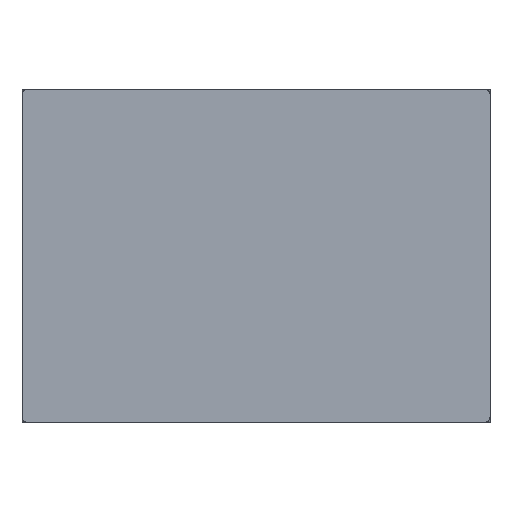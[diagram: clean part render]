
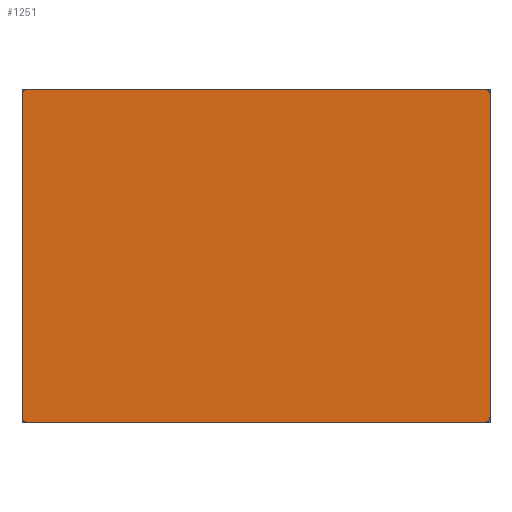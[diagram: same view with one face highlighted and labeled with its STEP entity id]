
A CAD part, top view. The second image highlights one B-rep face of the part: STEP entity #1251.
In plain terms, the highlighted planar face has unit normal (0, 0, 1).
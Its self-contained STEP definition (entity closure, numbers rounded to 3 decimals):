
#751 = VERTEX_POINT('',#752);
#752 = CARTESIAN_POINT('',(-2.2,1.6,2.8));
#758 = EDGE_CURVE('',#751,#759,#761,.T.);
#759 = VERTEX_POINT('',#760);
#760 = CARTESIAN_POINT('',(2.2,1.6,2.8));
#761 = LINE('',#762,#763);
#762 = CARTESIAN_POINT('',(-2.2,1.6,2.8));
#763 = VECTOR('',#764,1.);
#764 = DIRECTION('',(1.,0.,0.));
#805 = VERTEX_POINT('',#806);
#806 = CARTESIAN_POINT('',(-2.25,1.55,2.8));
#814 = EDGE_CURVE('',#751,#805,#815,.T.);
#815 = CIRCLE('',#816,0.05);
#816 = AXIS2_PLACEMENT_3D('',#817,#818,#819);
#817 = CARTESIAN_POINT('',(-2.2,1.55,2.8));
#818 = DIRECTION('',(0.,0.,1.));
#819 = DIRECTION('',(1.,0.,0.));
#840 = VERTEX_POINT('',#841);
#841 = CARTESIAN_POINT('',(-2.25,-1.55,2.8));
#847 = EDGE_CURVE('',#840,#805,#848,.T.);
#848 = LINE('',#849,#850);
#849 = CARTESIAN_POINT('',(-2.25,-1.55,2.8));
#850 = VECTOR('',#851,1.);
#851 = DIRECTION('',(0.,1.,0.));
#1251 = ADVANCED_FACE('',(#1252),#1298,.T.);
#1252 = FACE_BOUND('',#1253,.T.);
#1253 = EDGE_LOOP('',(#1254,#1255,#1264,#1272,#1281,#1289,#1296,#1297));
#1254 = ORIENTED_EDGE('',*,*,#847,.F.);
#1255 = ORIENTED_EDGE('',*,*,#1256,.T.);
#1256 = EDGE_CURVE('',#840,#1257,#1259,.T.);
#1257 = VERTEX_POINT('',#1258);
#1258 = CARTESIAN_POINT('',(-2.2,-1.6,2.8));
#1259 = CIRCLE('',#1260,0.05);
#1260 = AXIS2_PLACEMENT_3D('',#1261,#1262,#1263);
#1261 = CARTESIAN_POINT('',(-2.2,-1.55,2.8));
#1262 = DIRECTION('',(0.,0.,1.));
#1263 = DIRECTION('',(1.,0.,0.));
#1264 = ORIENTED_EDGE('',*,*,#1265,.F.);
#1265 = EDGE_CURVE('',#1266,#1257,#1268,.T.);
#1266 = VERTEX_POINT('',#1267);
#1267 = CARTESIAN_POINT('',(2.2,-1.6,2.8));
#1268 = LINE('',#1269,#1270);
#1269 = CARTESIAN_POINT('',(2.2,-1.6,2.8));
#1270 = VECTOR('',#1271,1.);
#1271 = DIRECTION('',(-1.,0.,0.));
#1272 = ORIENTED_EDGE('',*,*,#1273,.T.);
#1273 = EDGE_CURVE('',#1266,#1274,#1276,.T.);
#1274 = VERTEX_POINT('',#1275);
#1275 = CARTESIAN_POINT('',(2.25,-1.55,2.8));
#1276 = CIRCLE('',#1277,0.05);
#1277 = AXIS2_PLACEMENT_3D('',#1278,#1279,#1280);
#1278 = CARTESIAN_POINT('',(2.2,-1.55,2.8));
#1279 = DIRECTION('',(0.,0.,1.));
#1280 = DIRECTION('',(1.,0.,0.));
#1281 = ORIENTED_EDGE('',*,*,#1282,.F.);
#1282 = EDGE_CURVE('',#1283,#1274,#1285,.T.);
#1283 = VERTEX_POINT('',#1284);
#1284 = CARTESIAN_POINT('',(2.25,1.55,2.8));
#1285 = LINE('',#1286,#1287);
#1286 = CARTESIAN_POINT('',(2.25,1.55,2.8));
#1287 = VECTOR('',#1288,1.);
#1288 = DIRECTION('',(0.,-1.,0.));
#1289 = ORIENTED_EDGE('',*,*,#1290,.T.);
#1290 = EDGE_CURVE('',#1283,#759,#1291,.T.);
#1291 = CIRCLE('',#1292,0.05);
#1292 = AXIS2_PLACEMENT_3D('',#1293,#1294,#1295);
#1293 = CARTESIAN_POINT('',(2.2,1.55,2.8));
#1294 = DIRECTION('',(0.,0.,1.));
#1295 = DIRECTION('',(1.,0.,0.));
#1296 = ORIENTED_EDGE('',*,*,#758,.F.);
#1297 = ORIENTED_EDGE('',*,*,#814,.T.);
#1298 = PLANE('',#1299);
#1299 = AXIS2_PLACEMENT_3D('',#1300,#1301,#1302);
#1300 = CARTESIAN_POINT('',(-2.25,-1.55,2.8));
#1301 = DIRECTION('',(0.,0.,1.));
#1302 = DIRECTION('',(1.,0.,0.));
